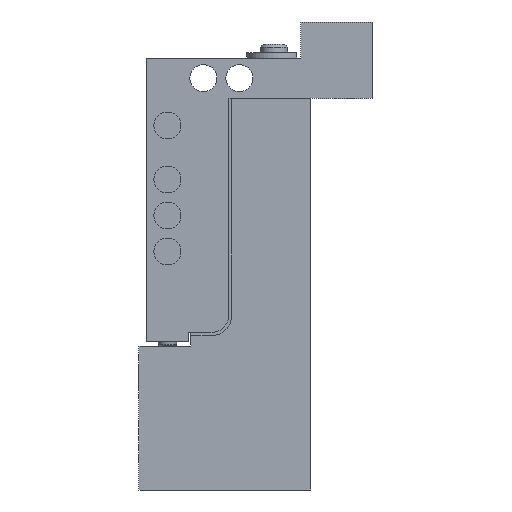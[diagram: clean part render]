
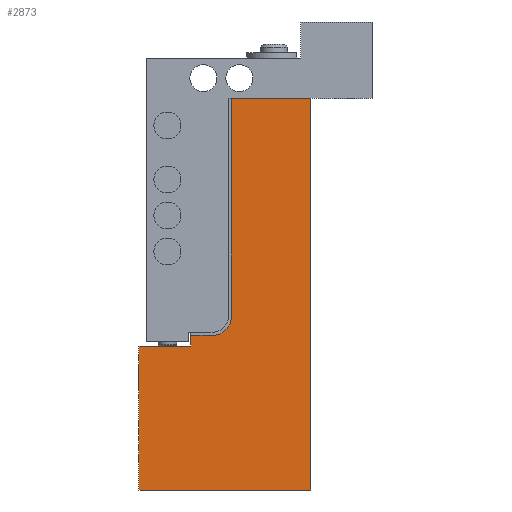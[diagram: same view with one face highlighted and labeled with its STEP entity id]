
A CAD part, left-side view. The second image highlights one B-rep face of the part: STEP entity #2873.
In plain terms, the highlighted planar face has unit normal (-1, 0, 0).
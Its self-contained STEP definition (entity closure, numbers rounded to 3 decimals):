
#132=LINE('',#4915,#367);
#138=LINE('',#4927,#373);
#152=LINE('',#4960,#387);
#154=LINE('',#4968,#389);
#156=LINE('',#4980,#391);
#158=LINE('',#4984,#393);
#159=LINE('',#4986,#394);
#160=LINE('',#4990,#395);
#367=VECTOR('',#3999,1000.);
#373=VECTOR('',#4007,1000.);
#387=VECTOR('',#4033,1000.);
#389=VECTOR('',#4041,1000.);
#391=VECTOR('',#4053,1000.);
#393=VECTOR('',#4057,1000.);
#394=VECTOR('',#4060,1000.);
#395=VECTOR('',#4063,1000.);
#652=ORIENTED_EDGE('',*,*,#1387,.F.);
#653=ORIENTED_EDGE('',*,*,#1423,.T.);
#654=ORIENTED_EDGE('',*,*,#1424,.T.);
#655=ORIENTED_EDGE('',*,*,#1425,.T.);
#656=ORIENTED_EDGE('',*,*,#1393,.F.);
#657=ORIENTED_EDGE('',*,*,#1422,.F.);
#658=ORIENTED_EDGE('',*,*,#1420,.F.);
#659=ORIENTED_EDGE('',*,*,#1414,.F.);
#660=ORIENTED_EDGE('',*,*,#1410,.F.);
#1387=EDGE_CURVE('',#1779,#1780,#132,.T.);
#1393=EDGE_CURVE('',#1785,#1786,#138,.T.);
#1410=EDGE_CURVE('',#1780,#1798,#152,.T.);
#1414=EDGE_CURVE('',#1798,#1801,#154,.T.);
#1420=EDGE_CURVE('',#1801,#1806,#156,.T.);
#1422=EDGE_CURVE('',#1806,#1785,#158,.T.);
#1423=EDGE_CURVE('',#1779,#1807,#159,.T.);
#1424=EDGE_CURVE('',#1807,#1808,#2076,.T.);
#1425=EDGE_CURVE('',#1808,#1786,#160,.T.);
#1779=VERTEX_POINT('',#4914);
#1780=VERTEX_POINT('',#4916);
#1785=VERTEX_POINT('',#4928);
#1786=VERTEX_POINT('',#4929);
#1798=VERTEX_POINT('',#4961);
#1801=VERTEX_POINT('',#4969);
#1806=VERTEX_POINT('',#4981);
#1807=VERTEX_POINT('',#4987);
#1808=VERTEX_POINT('',#4989);
#2076=CIRCLE('',#3671,2.);
#2234=EDGE_LOOP('',(#652,#653,#654,#655,#656,#657,#658,#659,#660));
#2503=FACE_BOUND('',#2234,.T.);
#2771=PLANE('',#3670);
#2873=ADVANCED_FACE('',(#2503),#2771,.F.);
#3670=AXIS2_PLACEMENT_3D('',#4985,#4058,#4059);
#3671=AXIS2_PLACEMENT_3D('',#4988,#4061,#4062);
#3999=DIRECTION('',(0.,-1.,0.));
#4007=DIRECTION('',(0.,0.,1.));
#4033=DIRECTION('',(0.,0.,-1.));
#4041=DIRECTION('',(0.,1.,0.));
#4053=DIRECTION('',(0.,0.,1.));
#4057=DIRECTION('',(0.,-1.,0.));
#4058=DIRECTION('',(1.,0.,0.));
#4059=DIRECTION('',(0.,0.,-1.));
#4060=DIRECTION('',(0.,0.,-1.));
#4061=DIRECTION('',(1.,0.,0.));
#4062=DIRECTION('',(0.,0.,-1.));
#4063=DIRECTION('',(0.,1.,0.));
#4914=CARTESIAN_POINT('',(-4.,-10.25,43.5));
#4915=CARTESIAN_POINT('',(-4.,-7.75,43.5));
#4916=CARTESIAN_POINT('',(-4.,-19.1,43.5));
#4927=CARTESIAN_POINT('',(-4.,-5.75,16.));
#4928=CARTESIAN_POINT('',(-4.,-5.75,16.));
#4929=CARTESIAN_POINT('',(-4.,-5.75,17.2));
#4960=CARTESIAN_POINT('',(-4.,-19.1,43.5));
#4961=CARTESIAN_POINT('',(-4.,-19.1,0.));
#4968=CARTESIAN_POINT('',(-4.,-19.1,0.));
#4969=CARTESIAN_POINT('',(-4.,0.,0.));
#4980=CARTESIAN_POINT('',(-4.,0.,0.));
#4981=CARTESIAN_POINT('',(-4.,0.,16.));
#4984=CARTESIAN_POINT('',(-4.,0.,16.));
#4985=CARTESIAN_POINT('',(-4.,-7.75,41.5));
#4986=CARTESIAN_POINT('',(-4.,-10.25,41.5));
#4987=CARTESIAN_POINT('',(-4.,-10.25,19.2));
#4988=CARTESIAN_POINT('',(-4.,-8.25,19.2));
#4989=CARTESIAN_POINT('',(-4.,-8.25,17.2));
#4990=CARTESIAN_POINT('',(-4.,-7.75,17.2));
